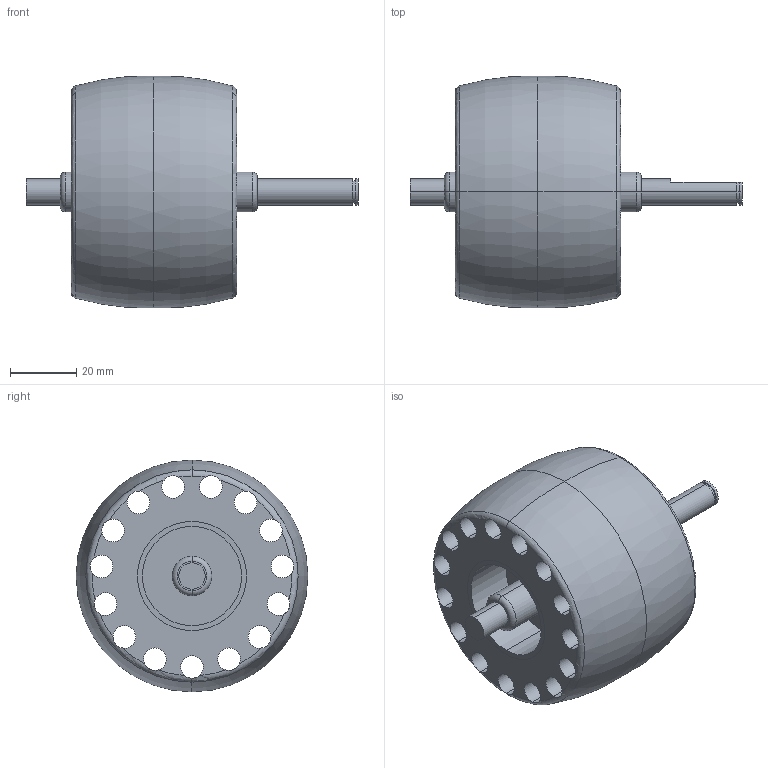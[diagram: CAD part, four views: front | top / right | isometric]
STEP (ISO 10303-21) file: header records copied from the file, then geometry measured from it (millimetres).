
FILE_DESCRIPTION (( 'STEP AP214' ), '1' );
FILE_NAME ('SBX FRESHIE v2.STEP', '2021-09-04T00:18:36', ( '' ), ( '' ), 'SwSTEP 2.0', 'SolidWorks 2019', '' );
FILE_SCHEMA (( 'AUTOMOTIVE_DESIGN' ));
Length unit declared in the file: millimetre
Products named in the file (1): SBX FRESHIE v2
Bounding box: 100.3 x 70 x 70 mm (x, y, z)
Volume: 141128.2 mm3; surface area: 37028.4 mm2
Topology: 1 solids, 1 shells, 78 faces, 282 edges, 184 vertices
Faces by surface type: cylinder 52, plane 14, torus 12
Entity records: 3998 total; most frequent: CARTESIAN_POINT 1057, DIRECTION 572, ORIENTED_EDGE 564, EDGE_CURVE 282, AXIS2_PLACEMENT_3D 255, VERTEX_POINT 184, CIRCLE 176, EDGE_LOOP 86
